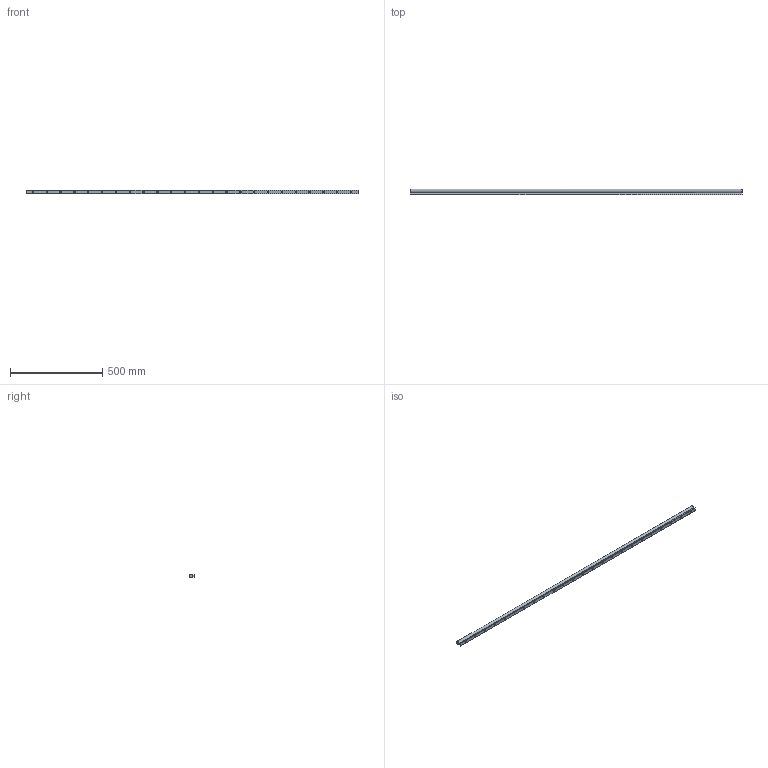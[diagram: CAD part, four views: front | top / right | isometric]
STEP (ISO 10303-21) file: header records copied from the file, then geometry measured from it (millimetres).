
FILE_DESCRIPTION ((), '1');
FILE_NAME ('WP11-320.stp', '2019-01-17T14:20:02', ('Unknown'), ('Unknown'), 'HarmonyWare STEP v2.0.5', 'Vectorworks', '');
FILE_SCHEMA (('CONFIG_CONTROL_DESIGN'));
Length unit declared in the file: millimetre
Products named in the file (3): NONE
Assembly tree (2 placements, depth 2):
  NONE
    NONE
    NONE
Bounding box: 1800 x 32 x 19.97 mm (x, y, z)
Volume: 863072.5 mm3; surface area: 213494.3 mm2
Topology: 2 solids, 2 shells, 59 faces, 189 edges, 134 vertices
Faces by surface type: bspline 59
Entity records: 7375 total; most frequent: CARTESIAN_POINT 5902, ORIENTED_EDGE 378, EDGE_CURVE 189, B_SPLINE_CURVE_WITH_KNOTS 139, VERTEX_POINT 134, EDGE_LOOP 107, FACE_OUTER_BOUND 59, ADVANCED_FACE 59
